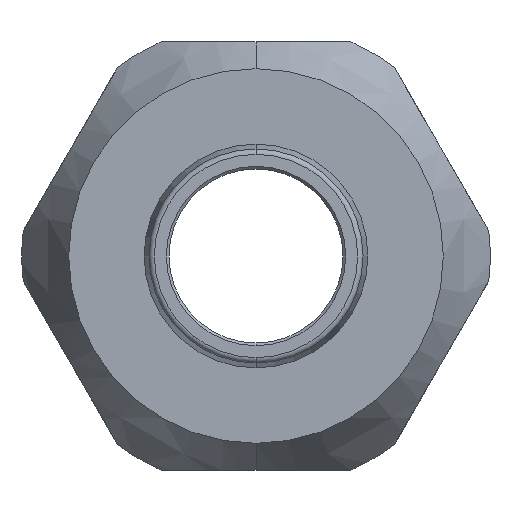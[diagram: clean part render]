
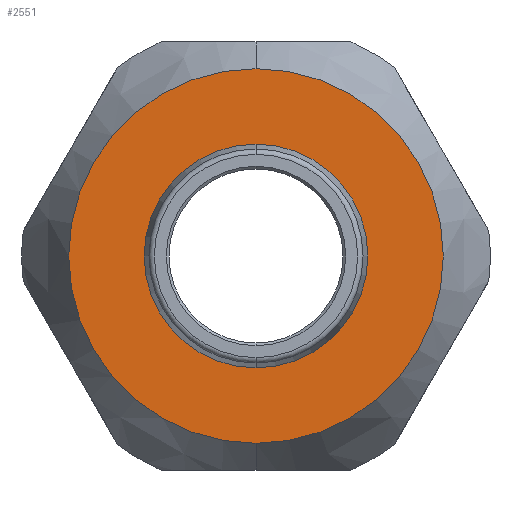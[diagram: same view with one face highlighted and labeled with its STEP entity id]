
A CAD part, front view. The second image highlights one B-rep face of the part: STEP entity #2551.
In plain terms, the highlighted planar face has unit normal (0, -1, 0).
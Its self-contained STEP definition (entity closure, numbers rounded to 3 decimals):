
#72 = ORIENTED_EDGE ( 'NONE', *, *, #783, .F. ) ;
#96 = ORIENTED_EDGE ( 'NONE', *, *, #706, .F. ) ;
#101 = ORIENTED_EDGE ( 'NONE', *, *, #2581, .F. ) ;
#105 = ORIENTED_EDGE ( 'NONE', *, *, #2585, .F. ) ;
#177 = AXIS2_PLACEMENT_3D ( 'NONE', #864, #865, #866 ) ;
#196 = AXIS2_PLACEMENT_3D ( 'NONE', #832, #829, #830 ) ;
#211 = CIRCLE ( 'NONE', #177, 7. ) ;
#219 = CIRCLE ( 'NONE', #196, 4.181 ) ;
#371 = CARTESIAN_POINT ( 'NONE',  ( 0., -16., 0. ) ) ;
#372 = DIRECTION ( 'NONE',  ( 0., -1., 0. ) ) ;
#373 = DIRECTION ( 'NONE',  ( 1., 0., 0. ) ) ;
#393 = CARTESIAN_POINT ( 'NONE',  ( 0., -16., 0. ) ) ;
#394 = DIRECTION ( 'NONE',  ( 0., 1., 0. ) ) ;
#395 = DIRECTION ( 'NONE',  ( 0., 0., 1. ) ) ;
#706 = EDGE_CURVE ( 'NONE', #1240, #1176, #211, .T. ) ;
#783 = EDGE_CURVE ( 'NONE', #1226, #1215, #219, .T. ) ;
#829 = DIRECTION ( 'NONE',  ( 0., -1., 0. ) ) ;
#830 = DIRECTION ( 'NONE',  ( 1., 0., 0. ) ) ;
#832 = CARTESIAN_POINT ( 'NONE',  ( 0., -16., 0. ) ) ;
#864 = CARTESIAN_POINT ( 'NONE',  ( 0., -16., 0. ) ) ;
#865 = DIRECTION ( 'NONE',  ( 0., 1., 0. ) ) ;
#866 = DIRECTION ( 'NONE',  ( 0., 0., 1. ) ) ;
#1176 = VERTEX_POINT ( 'NONE', #1866 ) ;
#1215 = VERTEX_POINT ( 'NONE', #1905 ) ;
#1226 = VERTEX_POINT ( 'NONE', #1916 ) ;
#1240 = VERTEX_POINT ( 'NONE', #1930 ) ;
#1392 = CIRCLE ( 'NONE', #1452, 4.181 ) ;
#1452 = AXIS2_PLACEMENT_3D ( 'NONE', #371, #372, #373 ) ;
#1498 = AXIS2_PLACEMENT_3D ( 'NONE', #2218, #2219, #2220 ) ;
#1549 = EDGE_LOOP ( 'NONE', ( #96, #105 ) ) ;
#1557 = EDGE_LOOP ( 'NONE', ( #101, #72 ) ) ;
#1866 = CARTESIAN_POINT ( 'NONE',  ( 0., -16., -7. ) ) ;
#1905 = CARTESIAN_POINT ( 'NONE',  ( 0., -16., -4.181 ) ) ;
#1916 = CARTESIAN_POINT ( 'NONE',  ( 0., -16., 4.181 ) ) ;
#1930 = CARTESIAN_POINT ( 'NONE',  ( 0., -16., 7. ) ) ;
#2217 = PLANE ( 'NONE',  #1498 ) ;
#2218 = CARTESIAN_POINT ( 'NONE',  ( 7., -16., 0. ) ) ;
#2219 = DIRECTION ( 'NONE',  ( 0., -1., 0. ) ) ;
#2220 = DIRECTION ( 'NONE',  ( 0., 0., -1. ) ) ;
#2309 = FACE_BOUND ( 'NONE', #1557, .T. ) ;
#2310 = FACE_OUTER_BOUND ( 'NONE', #1549, .T. ) ;
#2412 = CIRCLE ( 'NONE', #2413, 7. ) ;
#2413 = AXIS2_PLACEMENT_3D ( 'NONE', #393, #394, #395 ) ;
#2551 = ADVANCED_FACE ( 'NONE', ( #2309, #2310 ), #2217, .T. ) ;
#2581 = EDGE_CURVE ( 'NONE', #1215, #1226, #1392, .T. ) ;
#2585 = EDGE_CURVE ( 'NONE', #1176, #1240, #2412, .T. ) ;
